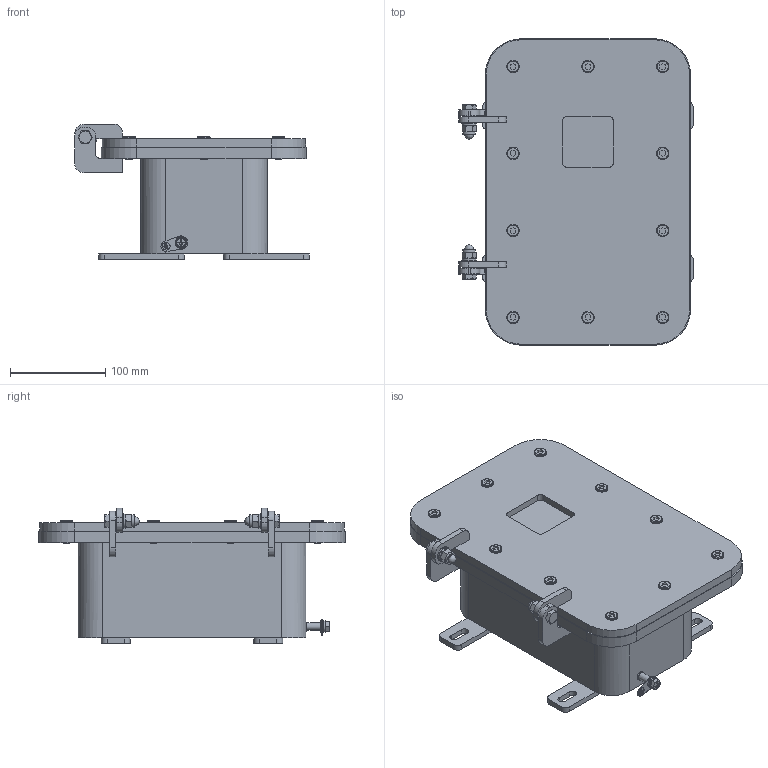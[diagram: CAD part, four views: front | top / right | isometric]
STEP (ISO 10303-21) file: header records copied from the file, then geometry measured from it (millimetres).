
FILE_DESCRIPTION (( 'STEP AP214' ), '1' );
FILE_NAME ('ﾙﾎﾐﾂ-ﾍﾒ312012-ﾎ0505_ﾌ3 (IP67).STEP', '2021-10-26T06:18:30', ( '' ), ( '' ), 'SwSTEP 2.0', 'SolidWorks 2018', '' );
FILE_SCHEMA (( 'AUTOMOTIVE_DESIGN' ));
Length unit declared in the file: millimetre
Products named in the file (1): ﾙﾎﾐﾂ-ﾍﾒ312012-ﾎ0505_ﾌ3 (IP67)
Bounding box: 246 x 321 x 142 mm (x, y, z)
Surface area: 262232.7 mm2 (no closed solid volume)
Topology: 0 solids, 1 shells, 454 faces, 1099 edges, 707 vertices
Faces by surface type: plane 264, cylinder 126, cone 51, torus 11, sphere 2
Full cylindrical faces by diameter (mm): 6 x1, 6.4 x2, 6.5 x1, 7.323 x2, 7.9 x1, 7.999 x1, 8 x13, 8.4 x2, 8.5 x4, 9.2 x2, 9.5 x1, 11.4 x2, 12 x2, 13 x12, 16 x2
Entity records: 17591 total; most frequent: CARTESIAN_POINT 2335, DIRECTION 2140, ORIENTED_EDGE 2002, EDGE_CURVE 1001, AXIS2_PLACEMENT_3D 774, VERTEX_POINT 687, EDGE_LOOP 610, VECTOR 592
